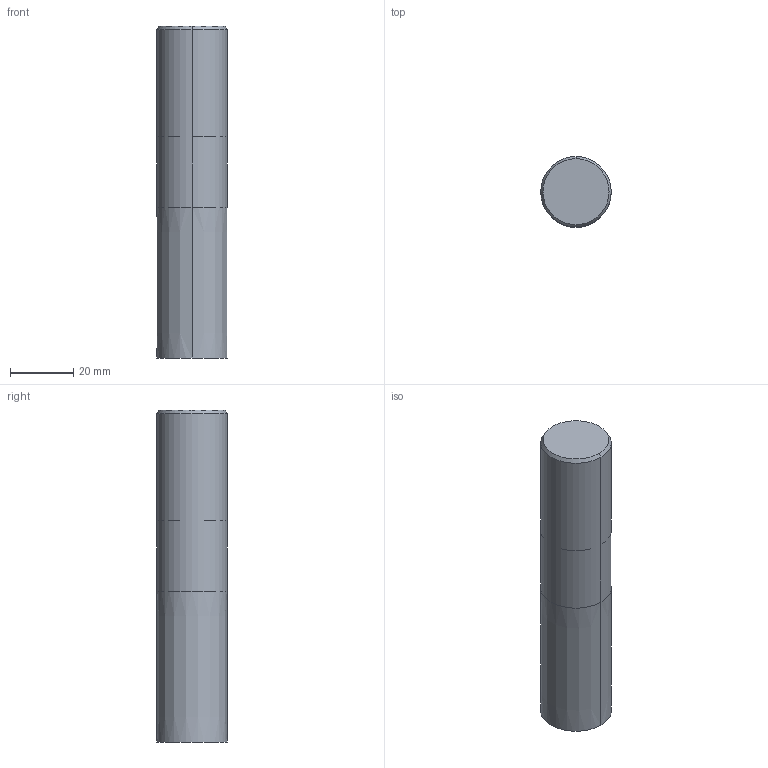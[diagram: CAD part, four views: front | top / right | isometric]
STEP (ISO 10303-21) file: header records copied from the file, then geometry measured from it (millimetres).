
FILE_DESCRIPTION(('no description'),'unknown implementation level');
FILE_NAME('solidbGOdnv_P_YAIlRnlKJ6IzuKmjCY_1.STP',' ',('CIMSOURCE GmbH'),('CADClick - KiM GmbH - www.kimweb.de'),'unknown preprocess','ACIS','unknown authorization');
FILE_SCHEMA(('automotive_design'));
Length unit declared in the file: millimetre
Products named in the file (2): 1; 2
Bounding box: 22.23 x 22.23 x 104.8 mm (x, y, z)
Volume: 40595.1 mm3; surface area: 11652.2 mm2
Topology: 2 solids, 2 shells, 20 faces, 38 edges, 24 vertices
Faces by surface type: cylinder 8, cone 6, plane 6
Entity records: 1053 total; most frequent: DIRECTION 114, CARTESIAN_POINT 88, STYLED_ITEM 84, PRESENTATION_STYLE_ASSIGNMENT 84, COLOUR_RGB 84, ORIENTED_EDGE 76, AXIS2_PLACEMENT_3D 50, EDGE_CURVE 38
